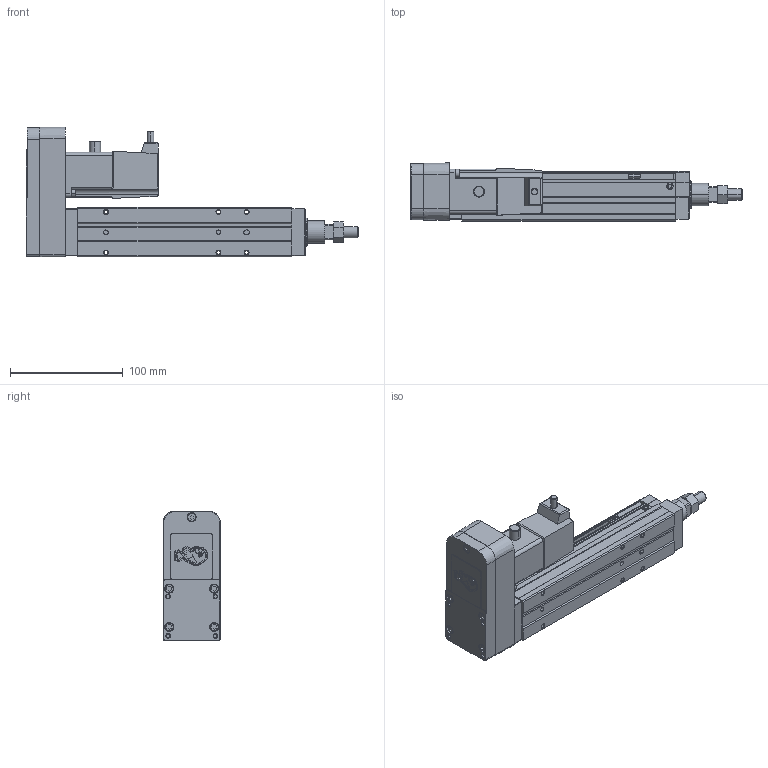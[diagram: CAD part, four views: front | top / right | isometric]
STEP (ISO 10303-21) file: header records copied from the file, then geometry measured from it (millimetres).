
FILE_DESCRIPTION (( 'STEP AP214' ), '1' );
FILE_NAME ('ETU04BL-10XLD-0050-XXXX.STEP', '2025-02-27T14:19:40', ( '' ), ( '' ), 'SwSTEP 2.0', 'SolidWorks 2022', '' );
FILE_SCHEMA (( 'AUTOMOTIVE_DESIGN' ));
Length unit declared in the file: millimetre
Products named in the file (10): ETU04-BODY50; ETU04-BODY50-ROD; ETU04-BODY50-1; ETU04BL-10XLD-0050-XXXX; FANG STICKER; ETU04-BODY50MOTOR; ETU04-BODY50-2; ETU04-BODY50FCAP; ETU04-SENSOR; ETU04-NUT
Assembly tree (10 placements, depth 2):
  ETU04BL-10XLD-0050-XXXX
    ETU04-BODY50
    ETU04-BODY50-1
    ETU04-BODY50-2
    ETU04-BODY50FCAP
    ETU04-BODY50MOTOR
    ETU04-BODY50-ROD
    ETU04-NUT
    ETU04-SENSOR  x2
    FANG STICKER
Bounding box: 295 x 51.5 x 115.5 mm (x, y, z)
Volume: 649503.5 mm3; surface area: 118938.5 mm2
Topology: 10 solids, 10 shells, 864 faces, 2181 edges, 1404 vertices
Faces by surface type: plane 546, cylinder 208, cone 100, torus 10
Entity records: 25841 total; most frequent: CARTESIAN_POINT 4518, DIRECTION 4374, ORIENTED_EDGE 4286, EDGE_CURVE 2143, VECTOR 1558, LINE 1558, AXIS2_PLACEMENT_3D 1408, VERTEX_POINT 1384
